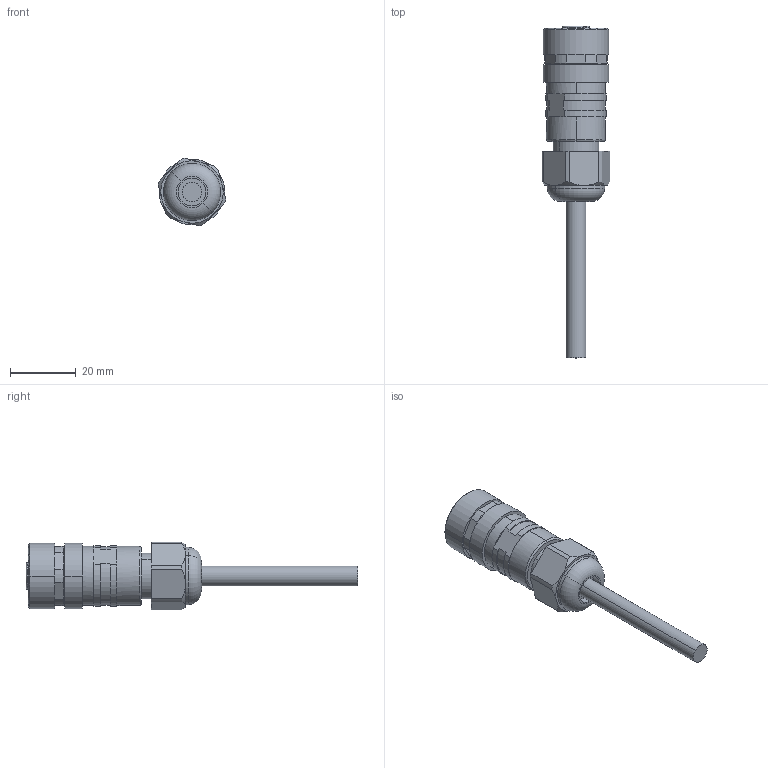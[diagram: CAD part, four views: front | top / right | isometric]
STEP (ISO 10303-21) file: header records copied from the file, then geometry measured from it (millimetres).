
FILE_DESCRIPTION((''),'2;1');
FILE_NAME('A14136','2014-09-29T',('lika51'),(''),'PRO/ENGINEER BY PARAMETRIC TECHNOLOGY CORPORATION, 2010180','PRO/ENGINEER BY PARAMETRIC TECHNOLOGY CORPORATION, 2010180','');
FILE_SCHEMA(('CONFIG_CONTROL_DESIGN'));
Length unit declared in the file: millimetre
Products named in the file (1): A14136
Bounding box: 20.58 x 101.2 x 20.58 mm (x, y, z)
Volume: 15206.7 mm3; surface area: 5916.2 mm2
Topology: 1 solids, 1 shells, 205 faces, 549 edges, 360 vertices
Faces by surface type: cylinder 111, plane 73, cone 14, torus 7
Entity records: 6650 total; most frequent: CARTESIAN_POINT 1265, DIRECTION 1195, ORIENTED_EDGE 1098, EDGE_CURVE 549, AXIS2_PLACEMENT_3D 471, VERTEX_POINT 360, CIRCLE 266, VECTOR 253
